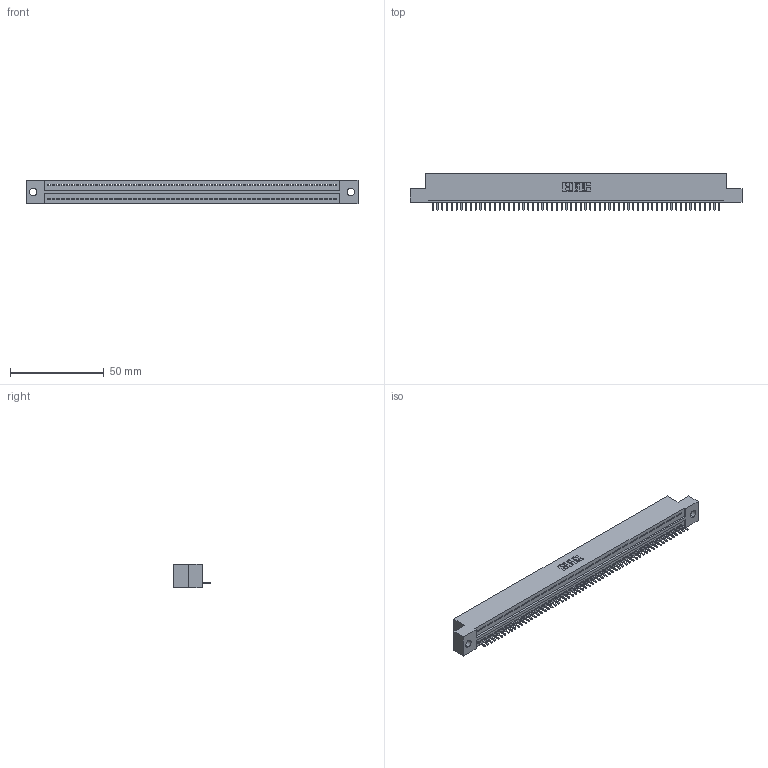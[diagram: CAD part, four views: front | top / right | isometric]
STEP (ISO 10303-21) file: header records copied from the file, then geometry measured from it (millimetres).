
FILE_DESCRIPTION (( 'STEP AP203' ), '1' );
FILE_NAME ('325-061-520-109.STEP', '2020-02-25T02:49:26', ( '' ), ( '' ), 'SwSTEP 2.0', 'SolidWorks 2016', '' );
FILE_SCHEMA (( 'CONFIG_CONTROL_DESIGN' ));
Length unit declared in the file: inch
Products named in the file (3): 325-061-520-109; 325-292-001_325-293-120; 325 Part_.160 TH
Assembly tree (62 placements, depth 2):
  325-061-520-109
    325 Part_.160 TH
    325-292-001_325-293-120  x61
Bounding box: 176.66 x 19.68 x 12.45 mm (x, y, z)
Volume: 22187.6 mm3; surface area: 23816.7 mm2
Topology: 62 solids, 62 shells, 3652 faces, 11047 edges, 7282 vertices
Faces by surface type: plane 2632, cylinder 1020
Entity records: 34855 total; most frequent: CARTESIAN_POINT 6017, ORIENTED_EDGE 6014, DIRECTION 5037, EDGE_CURVE 3007, VECTOR 2879, LINE 2879, VERTEX_POINT 2002, AXIS2_PLACEMENT_3D 1079
